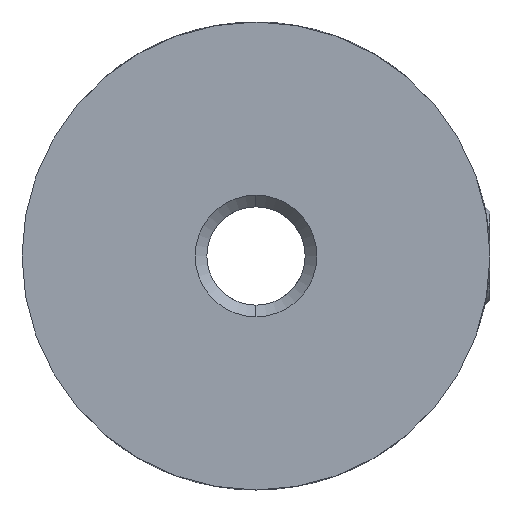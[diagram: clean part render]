
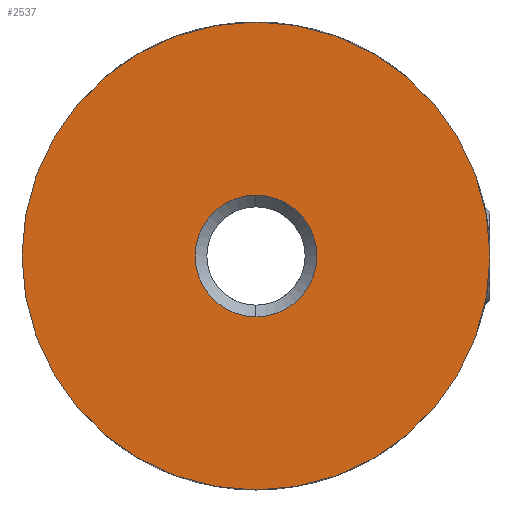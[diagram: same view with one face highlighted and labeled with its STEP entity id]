
A CAD part, left-side view. The second image highlights one B-rep face of the part: STEP entity #2537.
In plain terms, the highlighted planar face has unit normal (-1, 0, 0).
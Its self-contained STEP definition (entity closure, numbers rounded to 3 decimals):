
#17 = EDGE_CURVE ( 'NONE', #2624, #1529, #4053, .T. ) ;
#80 = FACE_OUTER_BOUND ( 'NONE', #1263, .T. ) ;
#86 = CIRCLE ( 'NONE', #3819, 10. ) ;
#90 = DIRECTION ( 'NONE',  ( 0., 0., -1. ) ) ;
#237 = EDGE_LOOP ( 'NONE', ( #321, #3958 ) ) ;
#321 = ORIENTED_EDGE ( 'NONE', *, *, #2833, .T. ) ;
#504 = ORIENTED_EDGE ( 'NONE', *, *, #2464, .F. ) ;
#713 = CARTESIAN_POINT ( 'NONE',  ( -11., 0., 2.6 ) ) ;
#848 = VERTEX_POINT ( 'NONE', #1462 ) ;
#961 = VERTEX_POINT ( 'NONE', #713 ) ;
#999 = DIRECTION ( 'NONE',  ( 0., 0., -1. ) ) ;
#1015 = ORIENTED_EDGE ( 'NONE', *, *, #17, .F. ) ;
#1054 = CIRCLE ( 'NONE', #4450, 2.6 ) ;
#1263 = EDGE_LOOP ( 'NONE', ( #1015, #504 ) ) ;
#1462 = CARTESIAN_POINT ( 'NONE',  ( -11., 0., -2.6 ) ) ;
#1508 = AXIS2_PLACEMENT_3D ( 'NONE', #4527, #1603, #1569 ) ;
#1529 = VERTEX_POINT ( 'NONE', #2727 ) ;
#1569 = DIRECTION ( 'NONE',  ( 0., 0., -1. ) ) ;
#1603 = DIRECTION ( 'NONE',  ( 1., 0., 0. ) ) ;
#1718 = DIRECTION ( 'NONE',  ( 1., 0., 0. ) ) ;
#1940 = DIRECTION ( 'NONE',  ( 0., 0., -1. ) ) ;
#1975 = CARTESIAN_POINT ( 'NONE',  ( -11., 0., 0. ) ) ;
#2069 = CARTESIAN_POINT ( 'NONE',  ( -11., 0., 0. ) ) ;
#2453 = AXIS2_PLACEMENT_3D ( 'NONE', #4072, #3023, #90 ) ;
#2464 = EDGE_CURVE ( 'NONE', #1529, #2624, #86, .T. ) ;
#2537 = ADVANCED_FACE ( 'NONE', ( #2539, #80 ), #3412, .F. ) ;
#2539 = FACE_BOUND ( 'NONE', #237, .T. ) ;
#2624 = VERTEX_POINT ( 'NONE', #4430 ) ;
#2727 = CARTESIAN_POINT ( 'NONE',  ( -11., 0., -10. ) ) ;
#2833 = EDGE_CURVE ( 'NONE', #961, #848, #4401, .T. ) ;
#3023 = DIRECTION ( 'NONE',  ( 1., 0., 0. ) ) ;
#3087 = EDGE_CURVE ( 'NONE', #848, #961, #1054, .T. ) ;
#3412 = PLANE ( 'NONE',  #1508 ) ;
#3424 = AXIS2_PLACEMENT_3D ( 'NONE', #2069, #1718, #999 ) ;
#3430 = CARTESIAN_POINT ( 'NONE',  ( -11., 0., 0. ) ) ;
#3447 = DIRECTION ( 'NONE',  ( 1., 0., 0. ) ) ;
#3819 = AXIS2_PLACEMENT_3D ( 'NONE', #3430, #3447, #3824 ) ;
#3824 = DIRECTION ( 'NONE',  ( 0., 0., -1. ) ) ;
#3958 = ORIENTED_EDGE ( 'NONE', *, *, #3087, .T. ) ;
#4053 = CIRCLE ( 'NONE', #3424, 10. ) ;
#4072 = CARTESIAN_POINT ( 'NONE',  ( -11., 0., 0. ) ) ;
#4159 = DIRECTION ( 'NONE',  ( 1., 0., 0. ) ) ;
#4401 = CIRCLE ( 'NONE', #2453, 2.6 ) ;
#4430 = CARTESIAN_POINT ( 'NONE',  ( -11., 0., 10. ) ) ;
#4450 = AXIS2_PLACEMENT_3D ( 'NONE', #1975, #4159, #1940 ) ;
#4527 = CARTESIAN_POINT ( 'NONE',  ( -11., 0., 0. ) ) ;
